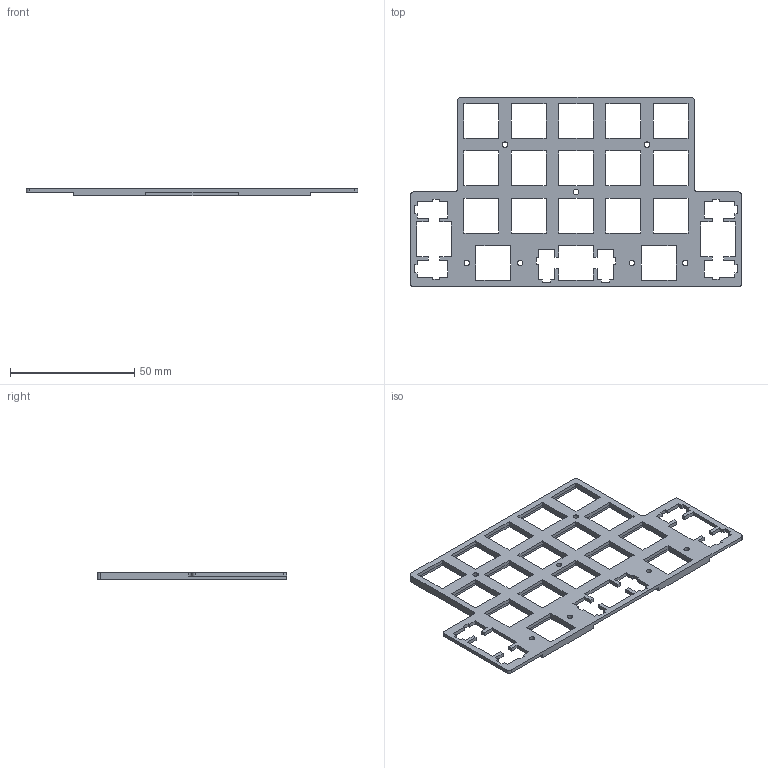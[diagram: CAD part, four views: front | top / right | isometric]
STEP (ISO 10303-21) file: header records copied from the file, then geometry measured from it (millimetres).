
FILE_DESCRIPTION(('HOOPS Exchange Step'),'2;1');
FILE_NAME('temp_export','2023-12-31T12:23:48-05:00',('jscotto'),('Shapr3D Limited'),'HOOPS Exchange 2023.2','Shapr3D','Authorized');
FILE_SCHEMA( ('AUTOMOTIVE_DESIGN { 1 0 10303 214 1 1 1 1 }') );
Length unit declared in the file: millimetre
Products named in the file (1): Plate (Pro Micro)
Bounding box: 133.35 x 76.2 x 3 mm (x, y, z)
Volume: 10323.4 mm3; surface area: 13239.5 mm2
Topology: 1 solids, 1 shells, 292 faces, 829 edges, 556 vertices
Faces by surface type: plane 277, cylinder 15
Full cylindrical faces by diameter (mm): 2.2 x7
Entity records: 9465 total; most frequent: CARTESIAN_POINT 1678, ORIENTED_EDGE 1658, DIRECTION 1455, EDGE_CURVE 829, VECTOR 789, LINE 789, VERTEX_POINT 556, EDGE_LOOP 363
